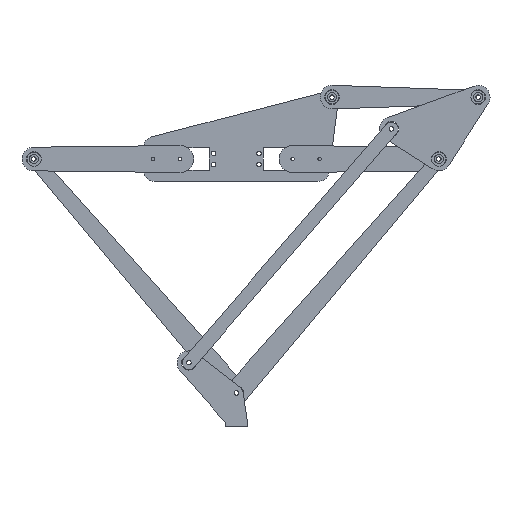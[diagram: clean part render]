
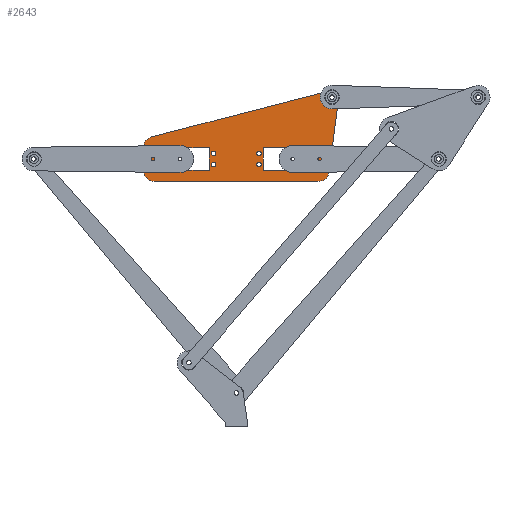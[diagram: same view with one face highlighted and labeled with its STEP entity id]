
A CAD part, front view. The second image highlights one B-rep face of the part: STEP entity #2643.
In plain terms, the highlighted planar face has unit normal (0, -1, 0).
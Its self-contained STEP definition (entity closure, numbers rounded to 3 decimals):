
#154=FACE_BOUND('',#579,.T.);
#155=FACE_BOUND('',#580,.T.);
#156=FACE_BOUND('',#581,.T.);
#157=FACE_BOUND('',#582,.T.);
#158=FACE_BOUND('',#583,.T.);
#159=FACE_BOUND('',#584,.T.);
#160=FACE_BOUND('',#585,.T.);
#161=FACE_BOUND('',#586,.T.);
#162=FACE_BOUND('',#587,.T.);
#163=FACE_BOUND('',#588,.T.);
#238=PLANE('',#3053);
#372=FACE_OUTER_BOUND('',#578,.T.);
#578=EDGE_LOOP('',(#2275,#2276,#2277,#2278,#2279,#2280,#2281,#2282,#2283));
#579=EDGE_LOOP('',(#2284,#2285,#2286,#2287));
#580=EDGE_LOOP('',(#2288));
#581=EDGE_LOOP('',(#2289));
#582=EDGE_LOOP('',(#2290,#2291,#2292,#2293));
#583=EDGE_LOOP('',(#2294));
#584=EDGE_LOOP('',(#2295));
#585=EDGE_LOOP('',(#2296));
#586=EDGE_LOOP('',(#2297));
#587=EDGE_LOOP('',(#2298));
#588=EDGE_LOOP('',(#2299));
#781=LINE('',#4544,#978);
#782=LINE('',#4548,#979);
#783=LINE('',#4552,#980);
#784=LINE('',#4555,#981);
#785=LINE('',#4558,#982);
#786=LINE('',#4560,#983);
#787=LINE('',#4562,#984);
#788=LINE('',#4563,#985);
#789=LINE('',#4570,#986);
#790=LINE('',#4572,#987);
#791=LINE('',#4574,#988);
#792=LINE('',#4575,#989);
#978=VECTOR('',#3768,10.);
#979=VECTOR('',#3771,10.);
#980=VECTOR('',#3774,10.);
#981=VECTOR('',#3777,10.);
#982=VECTOR('',#3778,10.);
#983=VECTOR('',#3779,10.);
#984=VECTOR('',#3780,10.);
#985=VECTOR('',#3781,10.);
#986=VECTOR('',#3786,10.);
#987=VECTOR('',#3787,10.);
#988=VECTOR('',#3788,10.);
#989=VECTOR('',#3789,10.);
#1148=CIRCLE('',#3054,6.);
#1149=CIRCLE('',#3055,6.);
#1150=CIRCLE('',#3056,10.);
#1151=CIRCLE('',#3057,10.);
#1152=CIRCLE('',#3058,10.);
#1153=CIRCLE('',#3059,2.);
#1154=CIRCLE('',#3060,2.);
#1155=CIRCLE('',#3061,2.);
#1156=CIRCLE('',#3062,2.);
#1157=CIRCLE('',#3063,2.);
#1158=CIRCLE('',#3064,2.);
#1159=CIRCLE('',#3065,2.);
#1160=CIRCLE('',#3066,2.);
#1354=VERTEX_POINT('',#4538);
#1355=VERTEX_POINT('',#4539);
#1356=VERTEX_POINT('',#4541);
#1357=VERTEX_POINT('',#4543);
#1358=VERTEX_POINT('',#4545);
#1359=VERTEX_POINT('',#4547);
#1360=VERTEX_POINT('',#4549);
#1361=VERTEX_POINT('',#4551);
#1362=VERTEX_POINT('',#4553);
#1363=VERTEX_POINT('',#4556);
#1364=VERTEX_POINT('',#4557);
#1365=VERTEX_POINT('',#4559);
#1366=VERTEX_POINT('',#4561);
#1367=VERTEX_POINT('',#4564);
#1368=VERTEX_POINT('',#4566);
#1369=VERTEX_POINT('',#4568);
#1370=VERTEX_POINT('',#4569);
#1371=VERTEX_POINT('',#4571);
#1372=VERTEX_POINT('',#4573);
#1373=VERTEX_POINT('',#4576);
#1374=VERTEX_POINT('',#4578);
#1375=VERTEX_POINT('',#4580);
#1376=VERTEX_POINT('',#4582);
#1377=VERTEX_POINT('',#4584);
#1378=VERTEX_POINT('',#4586);
#1671=EDGE_CURVE('',#1354,#1355,#1148,.T.);
#1672=EDGE_CURVE('',#1355,#1356,#1149,.T.);
#1673=EDGE_CURVE('',#1357,#1356,#781,.T.);
#1674=EDGE_CURVE('',#1358,#1357,#1150,.T.);
#1675=EDGE_CURVE('',#1359,#1358,#782,.T.);
#1676=EDGE_CURVE('',#1360,#1359,#1151,.T.);
#1677=EDGE_CURVE('',#1360,#1361,#783,.T.);
#1678=EDGE_CURVE('',#1362,#1361,#1152,.T.);
#1679=EDGE_CURVE('',#1362,#1354,#784,.T.);
#1680=EDGE_CURVE('',#1363,#1364,#785,.T.);
#1681=EDGE_CURVE('',#1365,#1363,#786,.T.);
#1682=EDGE_CURVE('',#1366,#1365,#787,.T.);
#1683=EDGE_CURVE('',#1364,#1366,#788,.T.);
#1684=EDGE_CURVE('',#1367,#1367,#1153,.T.);
#1685=EDGE_CURVE('',#1368,#1368,#1154,.T.);
#1686=EDGE_CURVE('',#1369,#1370,#789,.T.);
#1687=EDGE_CURVE('',#1371,#1369,#790,.T.);
#1688=EDGE_CURVE('',#1372,#1371,#791,.T.);
#1689=EDGE_CURVE('',#1370,#1372,#792,.T.);
#1690=EDGE_CURVE('',#1373,#1373,#1155,.T.);
#1691=EDGE_CURVE('',#1374,#1374,#1156,.T.);
#1692=EDGE_CURVE('',#1375,#1375,#1157,.T.);
#1693=EDGE_CURVE('',#1376,#1376,#1158,.T.);
#1694=EDGE_CURVE('',#1377,#1377,#1159,.T.);
#1695=EDGE_CURVE('',#1378,#1378,#1160,.T.);
#2275=ORIENTED_EDGE('',*,*,#1671,.T.);
#2276=ORIENTED_EDGE('',*,*,#1672,.T.);
#2277=ORIENTED_EDGE('',*,*,#1673,.F.);
#2278=ORIENTED_EDGE('',*,*,#1674,.F.);
#2279=ORIENTED_EDGE('',*,*,#1675,.F.);
#2280=ORIENTED_EDGE('',*,*,#1676,.F.);
#2281=ORIENTED_EDGE('',*,*,#1677,.T.);
#2282=ORIENTED_EDGE('',*,*,#1678,.F.);
#2283=ORIENTED_EDGE('',*,*,#1679,.T.);
#2284=ORIENTED_EDGE('',*,*,#1680,.F.);
#2285=ORIENTED_EDGE('',*,*,#1681,.F.);
#2286=ORIENTED_EDGE('',*,*,#1682,.F.);
#2287=ORIENTED_EDGE('',*,*,#1683,.F.);
#2288=ORIENTED_EDGE('',*,*,#1684,.F.);
#2289=ORIENTED_EDGE('',*,*,#1685,.F.);
#2290=ORIENTED_EDGE('',*,*,#1686,.F.);
#2291=ORIENTED_EDGE('',*,*,#1687,.F.);
#2292=ORIENTED_EDGE('',*,*,#1688,.F.);
#2293=ORIENTED_EDGE('',*,*,#1689,.F.);
#2294=ORIENTED_EDGE('',*,*,#1690,.F.);
#2295=ORIENTED_EDGE('',*,*,#1691,.F.);
#2296=ORIENTED_EDGE('',*,*,#1692,.F.);
#2297=ORIENTED_EDGE('',*,*,#1693,.F.);
#2298=ORIENTED_EDGE('',*,*,#1694,.F.);
#2299=ORIENTED_EDGE('',*,*,#1695,.F.);
#2643=ADVANCED_FACE('',(#372,#154,#155,#156,#157,#158,#159,#160,#161,#162,
#163),#238,.F.);
#3053=AXIS2_PLACEMENT_3D('',#4537,#3762,#3763);
#3054=AXIS2_PLACEMENT_3D('',#4540,#3764,#3765);
#3055=AXIS2_PLACEMENT_3D('',#4542,#3766,#3767);
#3056=AXIS2_PLACEMENT_3D('',#4546,#3769,#3770);
#3057=AXIS2_PLACEMENT_3D('',#4550,#3772,#3773);
#3058=AXIS2_PLACEMENT_3D('',#4554,#3775,#3776);
#3059=AXIS2_PLACEMENT_3D('',#4565,#3782,#3783);
#3060=AXIS2_PLACEMENT_3D('',#4567,#3784,#3785);
#3061=AXIS2_PLACEMENT_3D('',#4577,#3790,#3791);
#3062=AXIS2_PLACEMENT_3D('',#4579,#3792,#3793);
#3063=AXIS2_PLACEMENT_3D('',#4581,#3794,#3795);
#3064=AXIS2_PLACEMENT_3D('',#4583,#3796,#3797);
#3065=AXIS2_PLACEMENT_3D('',#4585,#3798,#3799);
#3066=AXIS2_PLACEMENT_3D('',#4587,#3800,#3801);
#3762=DIRECTION('center_axis',(0.,1.,0.));
#3763=DIRECTION('ref_axis',(1.,0.,0.));
#3764=DIRECTION('center_axis',(0.,1.,0.));
#3765=DIRECTION('ref_axis',(1.,0.,0.));
#3766=DIRECTION('center_axis',(0.,1.,0.));
#3767=DIRECTION('ref_axis',(1.,0.,0.));
#3768=DIRECTION('',(0.968,0.,0.251));
#3769=DIRECTION('center_axis',(0.,1.,0.));
#3770=DIRECTION('ref_axis',(-1.,0.,0.));
#3771=DIRECTION('',(0.,0.,1.));
#3772=DIRECTION('center_axis',(0.,1.,0.));
#3773=DIRECTION('ref_axis',(0.,0.,-1.));
#3774=DIRECTION('',(1.,0.,0.));
#3775=DIRECTION('center_axis',(0.,1.,0.));
#3776=DIRECTION('ref_axis',(0.992,0.,-0.128));
#3777=DIRECTION('',(0.128,0.,0.992));
#3778=DIRECTION('',(1.,0.,0.));
#3779=DIRECTION('',(0.,0.,-1.));
#3780=DIRECTION('',(-1.,0.,0.));
#3781=DIRECTION('',(0.,0.,1.));
#3782=DIRECTION('center_axis',(0.,-1.,0.));
#3783=DIRECTION('ref_axis',(1.,0.,0.));
#3784=DIRECTION('center_axis',(0.,-1.,0.));
#3785=DIRECTION('ref_axis',(1.,0.,0.));
#3786=DIRECTION('',(0.,0.,1.));
#3787=DIRECTION('',(1.,0.,0.));
#3788=DIRECTION('',(0.,0.,-1.));
#3789=DIRECTION('',(-1.,0.,0.));
#3790=DIRECTION('center_axis',(0.,-1.,0.));
#3791=DIRECTION('ref_axis',(1.,0.,0.));
#3792=DIRECTION('center_axis',(0.,-1.,0.));
#3793=DIRECTION('ref_axis',(1.,0.,0.));
#3794=DIRECTION('center_axis',(0.,-1.,0.));
#3795=DIRECTION('ref_axis',(1.,0.,0.));
#3796=DIRECTION('center_axis',(0.,-1.,0.));
#3797=DIRECTION('ref_axis',(1.,0.,0.));
#3798=DIRECTION('center_axis',(0.,-1.,0.));
#3799=DIRECTION('ref_axis',(1.,0.,0.));
#3800=DIRECTION('center_axis',(0.,-1.,0.));
#3801=DIRECTION('ref_axis',(1.,0.,0.));
#4537=CARTESIAN_POINT('Origin',(4.225,0.,20.5));
#4538=CARTESIAN_POINT('',(90.95,0.,54.23));
#4539=CARTESIAN_POINT('',(79.,0.,55.));
#4540=CARTESIAN_POINT('Origin',(85.,0.,55.));
#4541=CARTESIAN_POINT('',(83.493,0.,60.808));
#4542=CARTESIAN_POINT('Origin',(85.,0.,55.));
#4543=CARTESIAN_POINT('',(-75.061,0.,19.68));
#4544=CARTESIAN_POINT('',(-75.061,0.,19.68));
#4545=CARTESIAN_POINT('',(-82.55,0.,10.));
#4546=CARTESIAN_POINT('Origin',(-72.55,0.,10.));
#4547=CARTESIAN_POINT('',(-82.55,0.,-10.));
#4548=CARTESIAN_POINT('',(-82.55,0.,-10.));
#4549=CARTESIAN_POINT('',(-72.55,0.,-20.));
#4550=CARTESIAN_POINT('Origin',(-72.55,0.,-10.));
#4551=CARTESIAN_POINT('',(72.55,0.,-20.));
#4552=CARTESIAN_POINT('',(-72.55,0.,-20.));
#4553=CARTESIAN_POINT('',(82.467,0.,-11.284));
#4554=CARTESIAN_POINT('Origin',(72.55,0.,-10.));
#4555=CARTESIAN_POINT('',(82.467,0.,-11.284));
#4556=CARTESIAN_POINT('',(-64.6,0.,-10.));
#4557=CARTESIAN_POINT('',(-24.1,0.,-10.));
#4558=CARTESIAN_POINT('',(-72.55,0.,-10.));
#4559=CARTESIAN_POINT('',(-64.6,0.,10.));
#4560=CARTESIAN_POINT('',(-64.6,0.,10.));
#4561=CARTESIAN_POINT('',(-24.1,0.,10.));
#4562=CARTESIAN_POINT('',(-16.15,0.,10.));
#4563=CARTESIAN_POINT('',(-24.1,0.,-10.));
#4564=CARTESIAN_POINT('',(-22.15,0.,-5.));
#4565=CARTESIAN_POINT('Origin',(-20.15,0.,-5.));
#4566=CARTESIAN_POINT('',(18.15,0.,-5.));
#4567=CARTESIAN_POINT('Origin',(20.15,0.,-5.));
#4568=CARTESIAN_POINT('',(64.6,0.,-10.));
#4569=CARTESIAN_POINT('',(64.6,0.,10.));
#4570=CARTESIAN_POINT('',(64.6,0.,10.));
#4571=CARTESIAN_POINT('',(24.1,0.,-10.));
#4572=CARTESIAN_POINT('',(72.55,0.,-10.));
#4573=CARTESIAN_POINT('',(24.1,0.,10.));
#4574=CARTESIAN_POINT('',(24.1,0.,-10.));
#4575=CARTESIAN_POINT('',(16.15,0.,10.));
#4576=CARTESIAN_POINT('',(18.15,0.,5.));
#4577=CARTESIAN_POINT('Origin',(20.15,0.,5.));
#4578=CARTESIAN_POINT('',(-22.15,0.,5.));
#4579=CARTESIAN_POINT('Origin',(-20.15,0.,5.));
#4580=CARTESIAN_POINT('',(-70.55,0.,5.));
#4581=CARTESIAN_POINT('Origin',(-68.55,0.,5.));
#4582=CARTESIAN_POINT('',(-70.55,0.,-5.));
#4583=CARTESIAN_POINT('Origin',(-68.55,0.,-5.));
#4584=CARTESIAN_POINT('',(66.55,0.,5.));
#4585=CARTESIAN_POINT('Origin',(68.55,0.,5.));
#4586=CARTESIAN_POINT('',(66.55,0.,-5.));
#4587=CARTESIAN_POINT('Origin',(68.55,0.,-5.));
